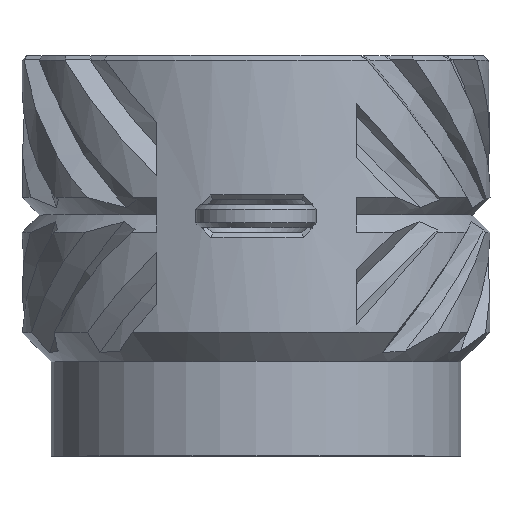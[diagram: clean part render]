
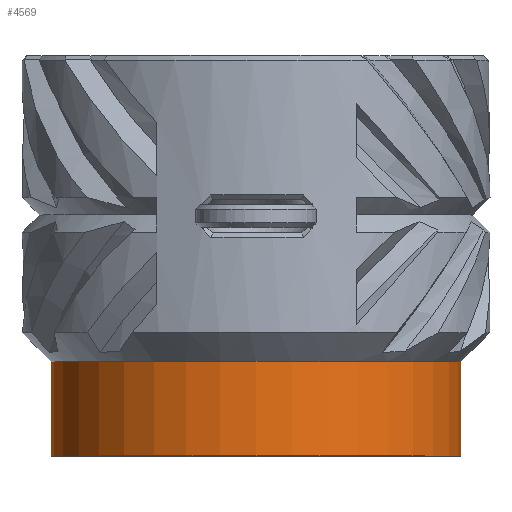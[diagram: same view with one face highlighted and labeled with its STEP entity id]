
A CAD part, top view. The second image highlights one B-rep face of the part: STEP entity #4569.
In plain terms, the highlighted cylindrical face has radius 17.849 mm (diameter 35.698 mm), a full revolution.
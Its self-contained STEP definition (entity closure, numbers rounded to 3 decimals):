
#821=CYLINDRICAL_SURFACE('',#4758,17.849);
#1042=FACE_OUTER_BOUND('',#1293,.T.);
#1293=EDGE_LOOP('',(#4240,#4241,#4242,#4243));
#1395=LINE('',#21934,#1505);
#1505=VECTOR('',#5153,17.55);
#1590=CIRCLE('',#4757,17.849);
#1591=CIRCLE('',#4759,17.849);
#2086=VERTEX_POINT('',#21929);
#2087=VERTEX_POINT('',#21933);
#2809=EDGE_CURVE('',#2086,#2086,#1590,.T.);
#2810=EDGE_CURVE('',#2086,#2087,#1395,.T.);
#2811=EDGE_CURVE('',#2087,#2087,#1591,.T.);
#4240=ORIENTED_EDGE('',*,*,#2809,.F.);
#4241=ORIENTED_EDGE('',*,*,#2810,.T.);
#4242=ORIENTED_EDGE('',*,*,#2811,.F.);
#4243=ORIENTED_EDGE('',*,*,#2810,.F.);
#4569=ADVANCED_FACE('',(#1042),#821,.T.);
#4757=AXIS2_PLACEMENT_3D('',#21931,#5149,#5150);
#4758=AXIS2_PLACEMENT_3D('',#21932,#5151,#5152);
#4759=AXIS2_PLACEMENT_3D('',#21935,#5154,#5155);
#5149=DIRECTION('center_axis',(0.,0.,
-1.));
#5150=DIRECTION('ref_axis',(0.,1.,0.));
#5151=DIRECTION('center_axis',(0.,0.,
-1.));
#5152=DIRECTION('ref_axis',(0.,1.,0.));
#5153=DIRECTION('',(0.,0.,1.));
#5154=DIRECTION('center_axis',(0.,0.,
1.));
#5155=DIRECTION('ref_axis',(0.,1.,0.));
#21929=CARTESIAN_POINT('',(191.044,-9.39,49.483));
#21931=CARTESIAN_POINT('Origin',(191.044,8.459,49.483));
#21932=CARTESIAN_POINT('Origin',(191.044,8.459,57.421));
#21933=CARTESIAN_POINT('',(191.044,-9.39,57.7));
#21934=CARTESIAN_POINT('',(191.044,-9.39,57.421));
#21935=CARTESIAN_POINT('Origin',(191.044,8.459,57.7));
